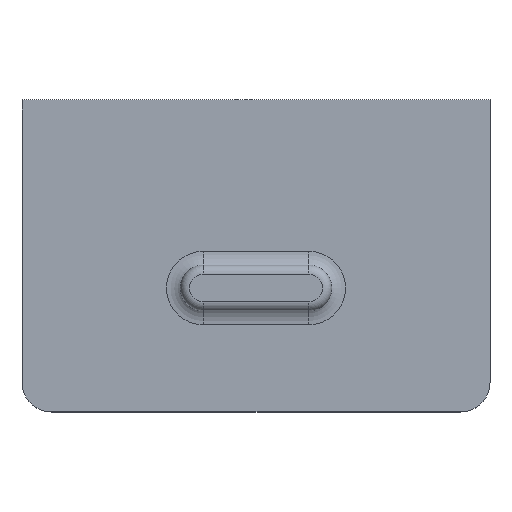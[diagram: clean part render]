
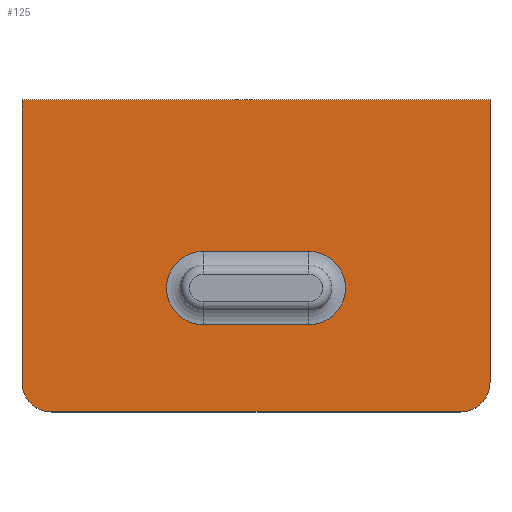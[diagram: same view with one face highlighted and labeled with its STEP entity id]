
A CAD part, top view. The second image highlights one B-rep face of the part: STEP entity #125.
In plain terms, the highlighted planar face has unit normal (0, 0, 1).
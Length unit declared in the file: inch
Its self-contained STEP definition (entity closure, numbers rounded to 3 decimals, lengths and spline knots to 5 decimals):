
#118=FACE_BOUND('',#221,.T.);
#119=FACE_BOUND('',#222,.T.);
#125=ADVANCED_FACE('',(#118,#119),#165,.T.);
#165=PLANE('',#728);
#221=EDGE_LOOP('',(#306,#307,#308,#309));
#222=EDGE_LOOP('',(#310,#311,#312,#313,#314,#315));
#262=CIRCLE('',#724,0.4);
#263=CIRCLE('',#725,0.4);
#264=CIRCLE('',#726,0.325);
#265=CIRCLE('',#727,0.325);
#306=ORIENTED_EDGE('',*,*,#534,.T.);
#307=ORIENTED_EDGE('',*,*,#535,.T.);
#308=ORIENTED_EDGE('',*,*,#536,.T.);
#309=ORIENTED_EDGE('',*,*,#537,.T.);
#310=ORIENTED_EDGE('',*,*,#538,.T.);
#311=ORIENTED_EDGE('',*,*,#539,.T.);
#312=ORIENTED_EDGE('',*,*,#540,.T.);
#313=ORIENTED_EDGE('',*,*,#541,.T.);
#314=ORIENTED_EDGE('',*,*,#542,.T.);
#315=ORIENTED_EDGE('',*,*,#543,.T.);
#482=VERTEX_POINT('',#1026);
#483=VERTEX_POINT('',#1027);
#484=VERTEX_POINT('',#1029);
#485=VERTEX_POINT('',#1031);
#486=VERTEX_POINT('',#1034);
#487=VERTEX_POINT('',#1035);
#488=VERTEX_POINT('',#1037);
#489=VERTEX_POINT('',#1039);
#490=VERTEX_POINT('',#1041);
#491=VERTEX_POINT('',#1043);
#534=EDGE_CURVE('',#482,#483,#620,.T.);
#535=EDGE_CURVE('',#483,#484,#262,.T.);
#536=EDGE_CURVE('',#484,#485,#621,.T.);
#537=EDGE_CURVE('',#485,#482,#263,.T.);
#538=EDGE_CURVE('',#486,#487,#622,.T.);
#539=EDGE_CURVE('',#487,#488,#264,.T.);
#540=EDGE_CURVE('',#488,#489,#623,.T.);
#541=EDGE_CURVE('',#489,#490,#624,.T.);
#542=EDGE_CURVE('',#490,#491,#625,.T.);
#543=EDGE_CURVE('',#491,#486,#265,.T.);
#620=LINE('',#1025,#674);
#621=LINE('',#1030,#675);
#622=LINE('',#1033,#676);
#623=LINE('',#1038,#677);
#624=LINE('',#1040,#678);
#625=LINE('',#1042,#679);
#674=VECTOR('',#815,1.);
#675=VECTOR('',#818,1.);
#676=VECTOR('',#821,1.);
#677=VECTOR('',#824,1.);
#678=VECTOR('',#825,1.);
#679=VECTOR('',#826,1.);
#724=AXIS2_PLACEMENT_3D('',#1028,#816,#817);
#725=AXIS2_PLACEMENT_3D('',#1032,#819,#820);
#726=AXIS2_PLACEMENT_3D('',#1036,#822,#823);
#727=AXIS2_PLACEMENT_3D('',#1044,#827,#828);
#728=AXIS2_PLACEMENT_3D('',#1045,#829,#830);
#815=DIRECTION('',(-1.,0.,0.));
#816=DIRECTION('',(0.,0.,-1.));
#817=DIRECTION('',(1.,0.,0.));
#818=DIRECTION('',(1.,0.,0.));
#819=DIRECTION('',(0.,0.,-1.));
#820=DIRECTION('',(1.,0.,0.));
#821=DIRECTION('',(1.,0.,0.));
#822=DIRECTION('',(0.,0.,1.));
#823=DIRECTION('',(1.,0.,0.));
#824=DIRECTION('',(0.,1.,0.));
#825=DIRECTION('',(-1.,0.,0.));
#826=DIRECTION('',(0.,-1.,0.));
#827=DIRECTION('',(0.,0.,1.));
#828=DIRECTION('',(1.,0.,0.));
#829=DIRECTION('',(0.,0.,1.));
#830=DIRECTION('',(1.,0.,0.));
#1025=CARTESIAN_POINT('',(9.925,-2.45,6.425));
#1026=CARTESIAN_POINT('',(11.075,-2.45,6.425));
#1027=CARTESIAN_POINT('',(9.925,-2.45,6.425));
#1028=CARTESIAN_POINT('',(9.925,-2.05,6.425));
#1029=CARTESIAN_POINT('',(9.925,-1.65,6.425));
#1030=CARTESIAN_POINT('',(0.,-1.65,6.425));
#1031=CARTESIAN_POINT('',(11.075,-1.65,6.425));
#1032=CARTESIAN_POINT('',(11.075,-2.05,6.425));
#1033=CARTESIAN_POINT('',(8.165,-3.4,6.425));
#1034=CARTESIAN_POINT('',(8.275,-3.4,6.425));
#1035=CARTESIAN_POINT('',(12.725,-3.4,6.425));
#1036=CARTESIAN_POINT('',(12.725,-3.075,6.425));
#1037=CARTESIAN_POINT('',(13.05,-3.075,6.425));
#1038=CARTESIAN_POINT('',(13.05,-3.06,6.425));
#1039=CARTESIAN_POINT('',(13.05,0.,6.425));
#1040=CARTESIAN_POINT('',(12.835,0.,6.425));
#1041=CARTESIAN_POINT('',(7.95,0.,6.425));
#1042=CARTESIAN_POINT('',(7.95,-0.215,6.425));
#1043=CARTESIAN_POINT('',(7.95,-3.075,6.425));
#1044=CARTESIAN_POINT('',(8.275,-3.075,6.425));
#1045=CARTESIAN_POINT('',(0.,0.,6.425));
